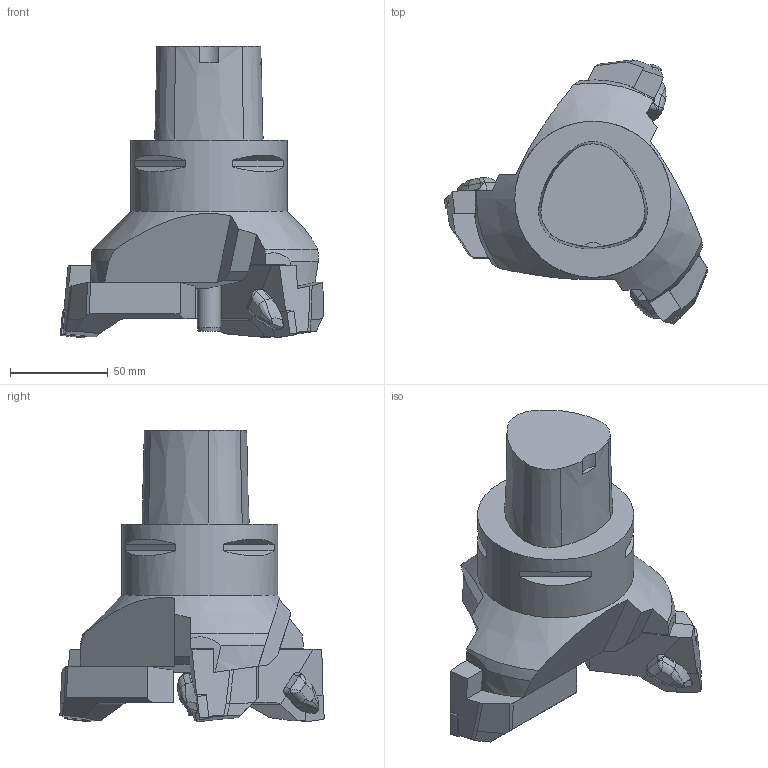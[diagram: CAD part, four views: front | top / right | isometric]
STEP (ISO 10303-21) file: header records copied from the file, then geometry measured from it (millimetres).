
FILE_DESCRIPTION(/* description */ (''),/* implementation_level */ '2;1');
FILE_NAME(/* name */ '1566541700247.stp',/* time_stamp */ '2019-08-23T08:28:27+02:00',/* author */ (''),/* organization */ ('SMS'),/* preprocessor_version */ 'ST-DEVELOPER v16.7',/* originating_system */ 'SIEMENS PLM Software NX 12.0',/* authorisation */ '');
FILE_SCHEMA (('AUTOMOTIVE_DESIGN { 1 0 10303 214 3 1 1 1 }'));
Length unit declared in the file: millimetre
Products named in the file (7): IsoTurningInsert; ASSEMBLY_CONSTRUCTION; 201083551mod000_00; 200956913mod000_01; 201083587mod000_01; 201083598mod000_01
Assembly tree (8 placements, depth 3):
  201083598mod000_01
    200956913mod000_01
    201083587mod000_01  x3
      201083551mod000_00
      ASSEMBLY_CONSTRUCTION
      IsoTurningInsert
    ASSEMBLY_CONSTRUCTION
Bounding box: 134.67 x 135.21 x 149.23 mm (x, y, z)
Volume: 668298.1 mm3; surface area: 77790.1 mm2
Topology: 7 solids, 7 shells, 253 faces, 704 edges, 493 vertices
Faces by surface type: plane 170, cylinder 45, bspline 27, cone 11
Full cylindrical faces by diameter (mm): 5.156 x6, 12.012 x1, 80 x1
Entity records: 4662 total; most frequent: CARTESIAN_POINT 1284, ORIENTED_EDGE 662, DIRECTION 626, EDGE_CURVE 331, VERTEX_POINT 223, AXIS2_PLACEMENT_3D 217, LINE 192, VECTOR 192
